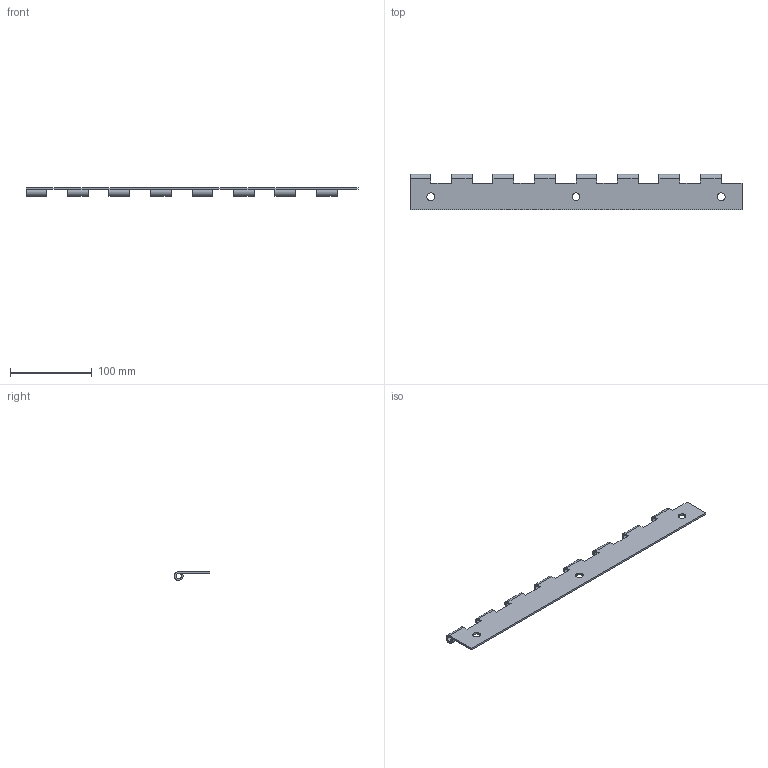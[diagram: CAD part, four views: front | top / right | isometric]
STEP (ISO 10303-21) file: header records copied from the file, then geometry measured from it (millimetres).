
FILE_DESCRIPTION(/* description */ (''),/* implementation_level */ '2;1');
FILE_NAME(/* name */ 'FE-00004-07-A_AF3_1.stp',/* time_stamp */ '2017-01-08T11:39:52-05:00',/* author */ ('jeff1'),/* organization */ (''),/* preprocessor_version */ 'ST-DEVELOPER v16.5',/* originating_system */ 'Autodesk Inventor 2017',/* authorisation */ '');
FILE_SCHEMA (('AUTOMOTIVE_DESIGN { 1 0 10303 214 3 1 1 }'));
Length unit declared in the file: inch
Products named in the file (1): FE-00004-07-A_AF3_1
Bounding box: 406.4 x 43.56 x 10.91 mm (x, y, z)
Volume: 43047.9 mm3; surface area: 40915.2 mm2
Topology: 1 solids, 1 shells, 55 faces, 159 edges, 106 vertices
Faces by surface type: plane 36, cylinder 19
Full cylindrical faces by diameter (mm): 9.525 x3
Entity records: 1840 total; most frequent: CARTESIAN_POINT 318, ORIENTED_EDGE 312, DIRECTION 306, EDGE_CURVE 156, LINE 118, VECTOR 118, VERTEX_POINT 106, AXIS2_PLACEMENT_3D 94
